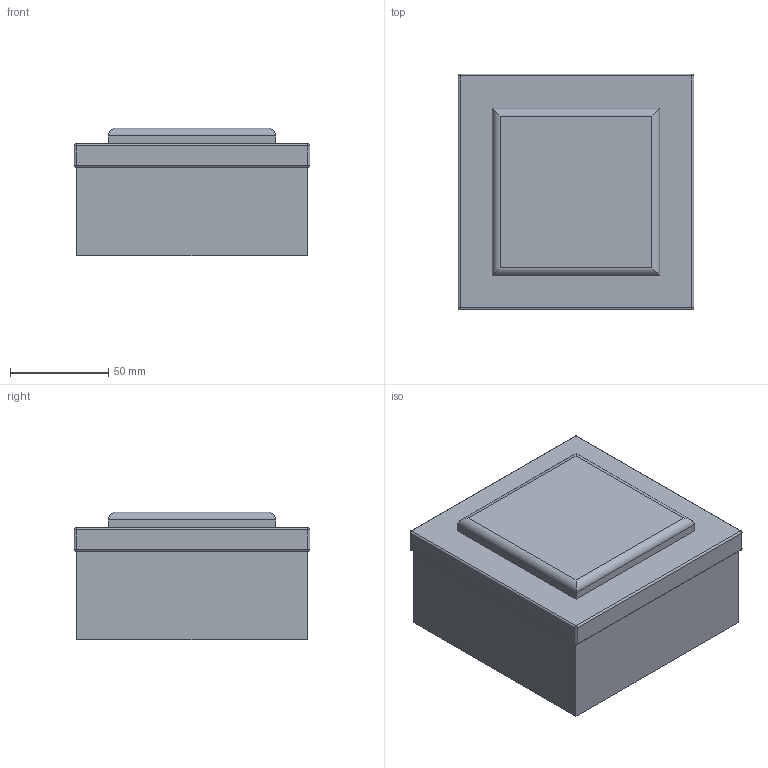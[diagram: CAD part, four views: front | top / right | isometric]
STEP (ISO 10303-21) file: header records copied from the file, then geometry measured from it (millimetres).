
FILE_DESCRIPTION(/* description */ ('Unknown'),/* implementation_level */ '2;1');
FILE_NAME(/* name */ 'SN 8030.2 D',/* time_stamp */ '2021-03-04T13:50:07+01:00',/* author */ ('Unknown'),/* organization */ ('Unknown'),/* preprocessor_version */ 'ST-DEVELOPER v16.7',/* originating_system */ 'Solid Edge',/* authorisation */ 'Unknown');
FILE_SCHEMA (('AUTOMOTIVE_DESIGN {1 0 10303 214 3 1 1}'));
Length unit declared in the file: millimetre
Products named in the file (1): SN 8030.2 D
Bounding box: 120 x 120 x 65 mm (x, y, z)
Volume: 844102 mm3; surface area: 57483.1 mm2
Topology: 1 solids, 1 shells, 44 faces, 94 edges, 48 vertices
Faces by surface type: plane 18, cylinder 18, sphere 8
Full cylindrical faces by diameter (mm): 27 x2
Entity records: 1118 total; most frequent: DIRECTION 206, CARTESIAN_POINT 177, ORIENTED_EDGE 168, EDGE_CURVE 84, AXIS2_PLACEMENT_3D 77, LINE 52, VECTOR 52, EDGE_LOOP 50
